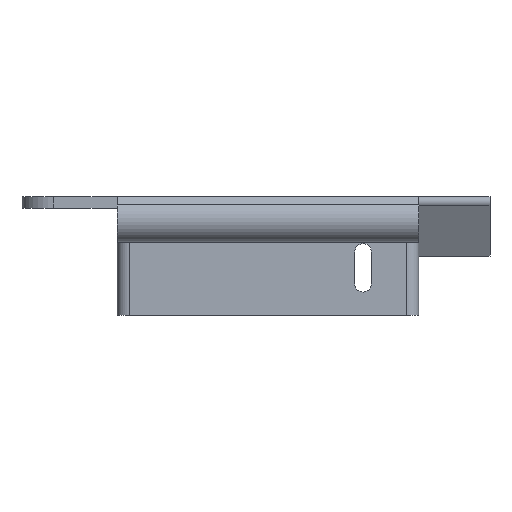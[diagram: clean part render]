
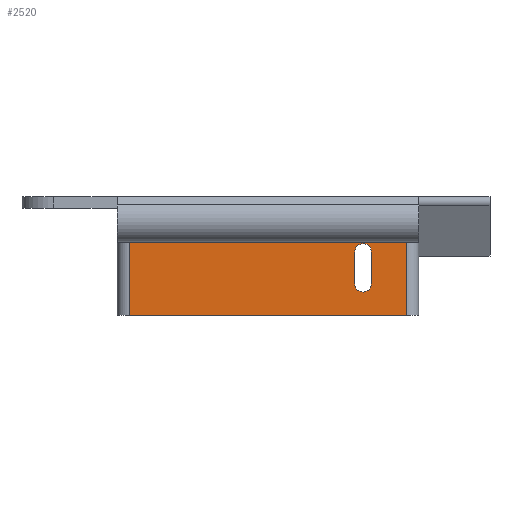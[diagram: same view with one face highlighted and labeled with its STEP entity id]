
A CAD part, front view. The second image highlights one B-rep face of the part: STEP entity #2520.
In plain terms, the highlighted planar face has unit normal (0, -1, 0).
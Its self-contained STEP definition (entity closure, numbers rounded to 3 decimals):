
#44 = PLANE('',#45);
#45 = AXIS2_PLACEMENT_3D('',#46,#47,#48);
#46 = CARTESIAN_POINT('',(-38.,28.,0.));
#47 = DIRECTION('',(0.,0.,1.));
#48 = DIRECTION('',(1.,0.,0.));
#72 = CYLINDRICAL_SURFACE('',#73,3.);
#73 = AXIS2_PLACEMENT_3D('',#74,#75,#76);
#74 = CARTESIAN_POINT('',(-35.,-25.,0.));
#75 = DIRECTION('',(0.,0.,1.));
#76 = DIRECTION('',(-1.,0.,0.));
#100 = PLANE('',#101);
#101 = AXIS2_PLACEMENT_3D('',#102,#103,#104);
#102 = CARTESIAN_POINT('',(-38.,-33.,18.5));
#103 = DIRECTION('',(0.,0.,1.));
#104 = DIRECTION('',(0.,1.,0.));
#534 = VERTEX_POINT('',#535);
#535 = CARTESIAN_POINT('',(-35.,-28.,0.));
#557 = EDGE_CURVE('',#558,#534,#560,.T.);
#558 = VERTEX_POINT('',#559);
#559 = CARTESIAN_POINT('',(35.,-28.,0.));
#560 = SURFACE_CURVE('',#561,(#565,#572),.PCURVE_S1.);
#561 = LINE('',#562,#563);
#562 = CARTESIAN_POINT('',(38.,-28.,0.));
#563 = VECTOR('',#564,1.);
#564 = DIRECTION('',(-1.,0.,0.));
#565 = PCURVE('',#44,#566);
#566 = DEFINITIONAL_REPRESENTATION('',(#567),#571);
#567 = LINE('',#568,#569);
#568 = CARTESIAN_POINT('',(76.,-56.));
#569 = VECTOR('',#570,1.);
#570 = DIRECTION('',(-1.,0.));
#571 = ( GEOMETRIC_REPRESENTATION_CONTEXT(2) 
PARAMETRIC_REPRESENTATION_CONTEXT() REPRESENTATION_CONTEXT('2D SPACE',''
  ) );
#572 = PCURVE('',#573,#578);
#573 = PLANE('',#574);
#574 = AXIS2_PLACEMENT_3D('',#575,#576,#577);
#575 = CARTESIAN_POINT('',(38.,-28.,0.));
#576 = DIRECTION('',(0.,-1.,0.));
#577 = DIRECTION('',(-1.,0.,0.));
#578 = DEFINITIONAL_REPRESENTATION('',(#579),#583);
#579 = LINE('',#580,#581);
#580 = CARTESIAN_POINT('',(0.,0.));
#581 = VECTOR('',#582,1.);
#582 = DIRECTION('',(1.,0.));
#583 = ( GEOMETRIC_REPRESENTATION_CONTEXT(2) 
PARAMETRIC_REPRESENTATION_CONTEXT() REPRESENTATION_CONTEXT('2D SPACE',''
  ) );
#602 = CYLINDRICAL_SURFACE('',#603,3.);
#603 = AXIS2_PLACEMENT_3D('',#604,#605,#606);
#604 = CARTESIAN_POINT('',(35.,-25.,0.));
#605 = DIRECTION('',(0.,0.,1.));
#606 = DIRECTION('',(0.,-1.,0.));
#791 = EDGE_CURVE('',#534,#792,#794,.T.);
#792 = VERTEX_POINT('',#793);
#793 = CARTESIAN_POINT('',(-35.,-28.,18.5));
#794 = SURFACE_CURVE('',#795,(#799,#806),.PCURVE_S1.);
#795 = LINE('',#796,#797);
#796 = CARTESIAN_POINT('',(-35.,-28.,0.));
#797 = VECTOR('',#798,1.);
#798 = DIRECTION('',(0.,0.,1.));
#799 = PCURVE('',#72,#800);
#800 = DEFINITIONAL_REPRESENTATION('',(#801),#805);
#801 = LINE('',#802,#803);
#802 = CARTESIAN_POINT('',(1.571,0.));
#803 = VECTOR('',#804,1.);
#804 = DIRECTION('',(0.,1.));
#805 = ( GEOMETRIC_REPRESENTATION_CONTEXT(2) 
PARAMETRIC_REPRESENTATION_CONTEXT() REPRESENTATION_CONTEXT('2D SPACE',''
  ) );
#806 = PCURVE('',#573,#807);
#807 = DEFINITIONAL_REPRESENTATION('',(#808),#812);
#808 = LINE('',#809,#810);
#809 = CARTESIAN_POINT('',(73.,0.));
#810 = VECTOR('',#811,1.);
#811 = DIRECTION('',(0.,-1.));
#812 = ( GEOMETRIC_REPRESENTATION_CONTEXT(2) 
PARAMETRIC_REPRESENTATION_CONTEXT() REPRESENTATION_CONTEXT('2D SPACE',''
  ) );
#894 = EDGE_CURVE('',#792,#895,#897,.T.);
#895 = VERTEX_POINT('',#896);
#896 = CARTESIAN_POINT('',(35.,-28.,18.5));
#897 = SURFACE_CURVE('',#898,(#902,#909),.PCURVE_S1.);
#898 = LINE('',#899,#900);
#899 = CARTESIAN_POINT('',(-38.,-28.,18.5));
#900 = VECTOR('',#901,1.);
#901 = DIRECTION('',(1.,0.,0.));
#902 = PCURVE('',#100,#903);
#903 = DEFINITIONAL_REPRESENTATION('',(#904),#908);
#904 = LINE('',#905,#906);
#905 = CARTESIAN_POINT('',(5.,0.));
#906 = VECTOR('',#907,1.);
#907 = DIRECTION('',(0.,-1.));
#908 = ( GEOMETRIC_REPRESENTATION_CONTEXT(2) 
PARAMETRIC_REPRESENTATION_CONTEXT() REPRESENTATION_CONTEXT('2D SPACE',''
  ) );
#909 = PCURVE('',#573,#910);
#910 = DEFINITIONAL_REPRESENTATION('',(#911),#915);
#911 = LINE('',#912,#913);
#912 = CARTESIAN_POINT('',(76.,-18.5));
#913 = VECTOR('',#914,1.);
#914 = DIRECTION('',(-1.,0.));
#915 = ( GEOMETRIC_REPRESENTATION_CONTEXT(2) 
PARAMETRIC_REPRESENTATION_CONTEXT() REPRESENTATION_CONTEXT('2D SPACE',''
  ) );
#2500 = EDGE_CURVE('',#558,#895,#2501,.T.);
#2501 = SURFACE_CURVE('',#2502,(#2506,#2513),.PCURVE_S1.);
#2502 = LINE('',#2503,#2504);
#2503 = CARTESIAN_POINT('',(35.,-28.,0.));
#2504 = VECTOR('',#2505,1.);
#2505 = DIRECTION('',(0.,0.,1.));
#2506 = PCURVE('',#602,#2507);
#2507 = DEFINITIONAL_REPRESENTATION('',(#2508),#2512);
#2508 = LINE('',#2509,#2510);
#2509 = CARTESIAN_POINT('',(0.,0.));
#2510 = VECTOR('',#2511,1.);
#2511 = DIRECTION('',(0.,1.));
#2512 = ( GEOMETRIC_REPRESENTATION_CONTEXT(2) 
PARAMETRIC_REPRESENTATION_CONTEXT() REPRESENTATION_CONTEXT('2D SPACE',''
  ) );
#2513 = PCURVE('',#573,#2514);
#2514 = DEFINITIONAL_REPRESENTATION('',(#2515),#2519);
#2515 = LINE('',#2516,#2517);
#2516 = CARTESIAN_POINT('',(3.,0.));
#2517 = VECTOR('',#2518,1.);
#2518 = DIRECTION('',(0.,-1.));
#2519 = ( GEOMETRIC_REPRESENTATION_CONTEXT(2) 
PARAMETRIC_REPRESENTATION_CONTEXT() REPRESENTATION_CONTEXT('2D SPACE',''
  ) );
#2520 = ADVANCED_FACE('',(#2521,#2527),#573,.T.);
#2521 = FACE_BOUND('',#2522,.T.);
#2522 = EDGE_LOOP('',(#2523,#2524,#2525,#2526));
#2523 = ORIENTED_EDGE('',*,*,#557,.F.);
#2524 = ORIENTED_EDGE('',*,*,#2500,.T.);
#2525 = ORIENTED_EDGE('',*,*,#894,.F.);
#2526 = ORIENTED_EDGE('',*,*,#791,.F.);
#2527 = FACE_BOUND('',#2528,.T.);
#2528 = EDGE_LOOP('',(#2529,#2560,#2588,#2617));
#2529 = ORIENTED_EDGE('',*,*,#2530,.F.);
#2530 = EDGE_CURVE('',#2531,#2533,#2535,.T.);
#2531 = VERTEX_POINT('',#2532);
#2532 = CARTESIAN_POINT('',(21.9,-28.,
    8.));
#2533 = VERTEX_POINT('',#2534);
#2534 = CARTESIAN_POINT('',(26.1,-28.,
    8.));
#2535 = SURFACE_CURVE('',#2536,(#2541,#2548),.PCURVE_S1.);
#2536 = CIRCLE('',#2537,2.1);
#2537 = AXIS2_PLACEMENT_3D('',#2538,#2539,#2540);
#2538 = CARTESIAN_POINT('',(24.,-28.,8.));
#2539 = DIRECTION('',(0.,-1.,0.));
#2540 = DIRECTION('',(1.,0.,0.));
#2541 = PCURVE('',#573,#2542);
#2542 = DEFINITIONAL_REPRESENTATION('',(#2543),#2547);
#2543 = CIRCLE('',#2544,2.1);
#2544 = AXIS2_PLACEMENT_2D('',#2545,#2546);
#2545 = CARTESIAN_POINT('',(14.,-8.));
#2546 = DIRECTION('',(-1.,0.));
#2547 = ( GEOMETRIC_REPRESENTATION_CONTEXT(2) 
PARAMETRIC_REPRESENTATION_CONTEXT() REPRESENTATION_CONTEXT('2D SPACE',''
  ) );
#2548 = PCURVE('',#2549,#2554);
#2549 = CYLINDRICAL_SURFACE('',#2550,2.1);
#2550 = AXIS2_PLACEMENT_3D('',#2551,#2552,#2553);
#2551 = CARTESIAN_POINT('',(24.,-28.,8.));
#2552 = DIRECTION('',(0.,-1.,0.));
#2553 = DIRECTION('',(1.,0.,0.));
#2554 = DEFINITIONAL_REPRESENTATION('',(#2555),#2559);
#2555 = LINE('',#2556,#2557);
#2556 = CARTESIAN_POINT('',(0.,0.));
#2557 = VECTOR('',#2558,1.);
#2558 = DIRECTION('',(1.,0.));
#2559 = ( GEOMETRIC_REPRESENTATION_CONTEXT(2) 
PARAMETRIC_REPRESENTATION_CONTEXT() REPRESENTATION_CONTEXT('2D SPACE',''
  ) );
#2560 = ORIENTED_EDGE('',*,*,#2561,.F.);
#2561 = EDGE_CURVE('',#2562,#2531,#2564,.T.);
#2562 = VERTEX_POINT('',#2563);
#2563 = CARTESIAN_POINT('',(21.9,-28.,
    16.));
#2564 = SURFACE_CURVE('',#2565,(#2569,#2576),.PCURVE_S1.);
#2565 = LINE('',#2566,#2567);
#2566 = CARTESIAN_POINT('',(21.9,-28.,
    16.));
#2567 = VECTOR('',#2568,1.);
#2568 = DIRECTION('',(0.,0.,-1.));
#2569 = PCURVE('',#573,#2570);
#2570 = DEFINITIONAL_REPRESENTATION('',(#2571),#2575);
#2571 = LINE('',#2572,#2573);
#2572 = CARTESIAN_POINT('',(16.1,-16.));
#2573 = VECTOR('',#2574,1.);
#2574 = DIRECTION('',(0.,1.));
#2575 = ( GEOMETRIC_REPRESENTATION_CONTEXT(2) 
PARAMETRIC_REPRESENTATION_CONTEXT() REPRESENTATION_CONTEXT('2D SPACE',''
  ) );
#2576 = PCURVE('',#2577,#2582);
#2577 = PLANE('',#2578);
#2578 = AXIS2_PLACEMENT_3D('',#2579,#2580,#2581);
#2579 = CARTESIAN_POINT('',(21.9,-28.,
    16.));
#2580 = DIRECTION('',(-1.,0.,0.));
#2581 = DIRECTION('',(0.,0.,-1.));
#2582 = DEFINITIONAL_REPRESENTATION('',(#2583),#2587);
#2583 = LINE('',#2584,#2585);
#2584 = CARTESIAN_POINT('',(0.,0.));
#2585 = VECTOR('',#2586,1.);
#2586 = DIRECTION('',(1.,0.));
#2587 = ( GEOMETRIC_REPRESENTATION_CONTEXT(2) 
PARAMETRIC_REPRESENTATION_CONTEXT() REPRESENTATION_CONTEXT('2D SPACE',''
  ) );
#2588 = ORIENTED_EDGE('',*,*,#2589,.F.);
#2589 = EDGE_CURVE('',#2590,#2562,#2592,.T.);
#2590 = VERTEX_POINT('',#2591);
#2591 = CARTESIAN_POINT('',(26.1,-28.,
    16.));
#2592 = SURFACE_CURVE('',#2593,(#2598,#2605),.PCURVE_S1.);
#2593 = CIRCLE('',#2594,2.1);
#2594 = AXIS2_PLACEMENT_3D('',#2595,#2596,#2597);
#2595 = CARTESIAN_POINT('',(24.,-28.,16.));
#2596 = DIRECTION('',(0.,-1.,0.));
#2597 = DIRECTION('',(1.,0.,0.));
#2598 = PCURVE('',#573,#2599);
#2599 = DEFINITIONAL_REPRESENTATION('',(#2600),#2604);
#2600 = CIRCLE('',#2601,2.1);
#2601 = AXIS2_PLACEMENT_2D('',#2602,#2603);
#2602 = CARTESIAN_POINT('',(14.,-16.));
#2603 = DIRECTION('',(-1.,0.));
#2604 = ( GEOMETRIC_REPRESENTATION_CONTEXT(2) 
PARAMETRIC_REPRESENTATION_CONTEXT() REPRESENTATION_CONTEXT('2D SPACE',''
  ) );
#2605 = PCURVE('',#2606,#2611);
#2606 = CYLINDRICAL_SURFACE('',#2607,2.1);
#2607 = AXIS2_PLACEMENT_3D('',#2608,#2609,#2610);
#2608 = CARTESIAN_POINT('',(24.,-28.,16.));
#2609 = DIRECTION('',(0.,-1.,0.));
#2610 = DIRECTION('',(1.,0.,0.));
#2611 = DEFINITIONAL_REPRESENTATION('',(#2612),#2616);
#2612 = LINE('',#2613,#2614);
#2613 = CARTESIAN_POINT('',(0.,0.));
#2614 = VECTOR('',#2615,1.);
#2615 = DIRECTION('',(1.,0.));
#2616 = ( GEOMETRIC_REPRESENTATION_CONTEXT(2) 
PARAMETRIC_REPRESENTATION_CONTEXT() REPRESENTATION_CONTEXT('2D SPACE',''
  ) );
#2617 = ORIENTED_EDGE('',*,*,#2618,.T.);
#2618 = EDGE_CURVE('',#2590,#2533,#2619,.T.);
#2619 = SURFACE_CURVE('',#2620,(#2624,#2631),.PCURVE_S1.);
#2620 = LINE('',#2621,#2622);
#2621 = CARTESIAN_POINT('',(26.1,-28.,
    16.));
#2622 = VECTOR('',#2623,1.);
#2623 = DIRECTION('',(0.,0.,-1.));
#2624 = PCURVE('',#573,#2625);
#2625 = DEFINITIONAL_REPRESENTATION('',(#2626),#2630);
#2626 = LINE('',#2627,#2628);
#2627 = CARTESIAN_POINT('',(11.9,-16.));
#2628 = VECTOR('',#2629,1.);
#2629 = DIRECTION('',(0.,1.));
#2630 = ( GEOMETRIC_REPRESENTATION_CONTEXT(2) 
PARAMETRIC_REPRESENTATION_CONTEXT() REPRESENTATION_CONTEXT('2D SPACE',''
  ) );
#2631 = PCURVE('',#2632,#2637);
#2632 = PLANE('',#2633);
#2633 = AXIS2_PLACEMENT_3D('',#2634,#2635,#2636);
#2634 = CARTESIAN_POINT('',(26.1,-28.,
    16.));
#2635 = DIRECTION('',(-1.,0.,0.));
#2636 = DIRECTION('',(0.,0.,-1.));
#2637 = DEFINITIONAL_REPRESENTATION('',(#2638),#2642);
#2638 = LINE('',#2639,#2640);
#2639 = CARTESIAN_POINT('',(0.,0.));
#2640 = VECTOR('',#2641,1.);
#2641 = DIRECTION('',(1.,0.));
#2642 = ( GEOMETRIC_REPRESENTATION_CONTEXT(2) 
PARAMETRIC_REPRESENTATION_CONTEXT() REPRESENTATION_CONTEXT('2D SPACE',''
  ) );
